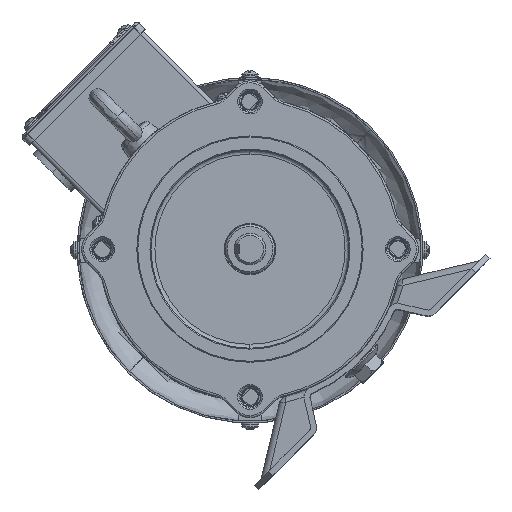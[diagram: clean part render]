
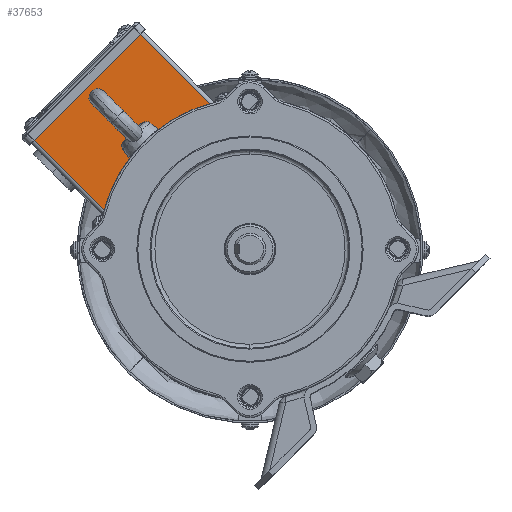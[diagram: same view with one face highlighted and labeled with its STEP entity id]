
A CAD part, top view. The second image highlights one B-rep face of the part: STEP entity #37653.
In plain terms, the highlighted planar face has unit normal (0, 0, 1).
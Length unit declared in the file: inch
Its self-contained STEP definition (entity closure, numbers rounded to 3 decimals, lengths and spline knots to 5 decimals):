
#79 = DIRECTION ( 'NONE',  ( 0., 1., 0. ) ) ;
#3495 = PLANE ( 'NONE',  #8576 ) ;
#8576 = AXIS2_PLACEMENT_3D ( 'NONE', #90980, #18358, #43279 ) ;
#10046 = EDGE_CURVE ( 'NONE', #37819, #42046, #74958, .T. ) ;
#14698 = DIRECTION ( 'NONE',  ( 0., 0., -1. ) ) ;
#14723 = VECTOR ( 'NONE', #79, 39.37008 ) ;
#18291 = EDGE_CURVE ( 'NONE', #37819, #58266, #30880, .T. ) ;
#18358 = DIRECTION ( 'NONE',  ( 0., 0., -1. ) ) ;
#21489 = DIRECTION ( 'NONE',  ( -1., 0., 0. ) ) ;
#24514 = VERTEX_POINT ( 'NONE', #69622 ) ;
#26564 = EDGE_LOOP ( 'NONE', ( #45374, #76395, #40884, #84098 ) ) ;
#30880 = LINE ( 'NONE', #80666, #14723 ) ;
#37499 = CARTESIAN_POINT ( 'NONE',  ( -1.86752, 4.69742, -9.25509 ) ) ;
#37653 = ADVANCED_FACE ( 'NONE', ( #44330 ), #3495, .F. ) ;
#37819 = VERTEX_POINT ( 'NONE', #39511 ) ;
#38560 = CARTESIAN_POINT ( 'NONE',  ( -0.37146, -0.07424, -9.25509 ) ) ;
#38910 = EDGE_CURVE ( 'NONE', #24514, #58266, #62830, .T. ) ;
#39511 = CARTESIAN_POINT ( 'NONE',  ( -1.86752, 2.52611, -9.25509 ) ) ;
#40884 = ORIENTED_EDGE ( 'NONE', *, *, #38910, .T. ) ;
#42046 = VERTEX_POINT ( 'NONE', #43435 ) ;
#43279 = DIRECTION ( 'NONE',  ( -0.707, -0.707, 0. ) ) ;
#43435 = CARTESIAN_POINT ( 'NONE',  ( 1.12461, 2.52611, -9.25509 ) ) ;
#43569 = CARTESIAN_POINT ( 'NONE',  ( 1.12461, 2.33521, -9.25509 ) ) ;
#44330 = FACE_OUTER_BOUND ( 'NONE', #26564, .T. ) ;
#45374 = ORIENTED_EDGE ( 'NONE', *, *, #10046, .T. ) ;
#47658 = EDGE_CURVE ( 'NONE', #24514, #42046, #67951, .T. ) ;
#58266 = VERTEX_POINT ( 'NONE', #37499 ) ;
#59433 = VECTOR ( 'NONE', #21489, 39.37008 ) ;
#59965 = DIRECTION ( 'NONE',  ( 0., -1., 0. ) ) ;
#62830 = LINE ( 'NONE', #87224, #59433 ) ;
#67951 = LINE ( 'NONE', #43569, #104281 ) ;
#69622 = CARTESIAN_POINT ( 'NONE',  ( 1.12461, 4.69742, -9.25509 ) ) ;
#70907 = DIRECTION ( 'NONE',  ( -1., 0., 0. ) ) ;
#71545 = AXIS2_PLACEMENT_3D ( 'NONE', #38560, #14698, #70907 ) ;
#74958 = CIRCLE ( 'NONE', #71545, 3. ) ;
#76395 = ORIENTED_EDGE ( 'NONE', *, *, #47658, .F. ) ;
#80666 = CARTESIAN_POINT ( 'NONE',  ( -1.86752, 2.33521, -9.25509 ) ) ;
#84098 = ORIENTED_EDGE ( 'NONE', *, *, #18291, .F. ) ;
#87224 = CARTESIAN_POINT ( 'NONE',  ( -1.86752, 4.69742, -9.25509 ) ) ;
#90980 = CARTESIAN_POINT ( 'NONE',  ( 1.12461, 2.33521, -9.25509 ) ) ;
#104281 = VECTOR ( 'NONE', #59965, 39.37008 ) ;
